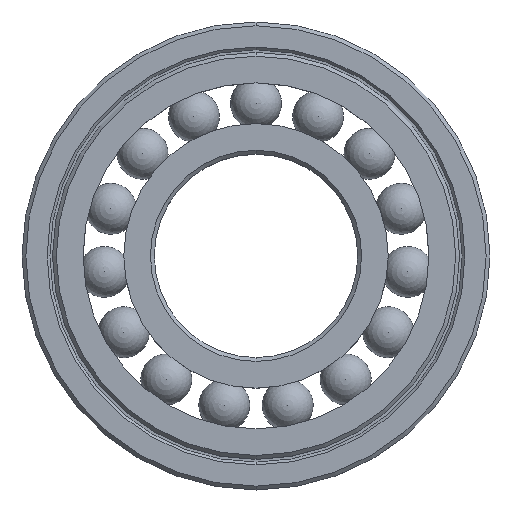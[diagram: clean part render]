
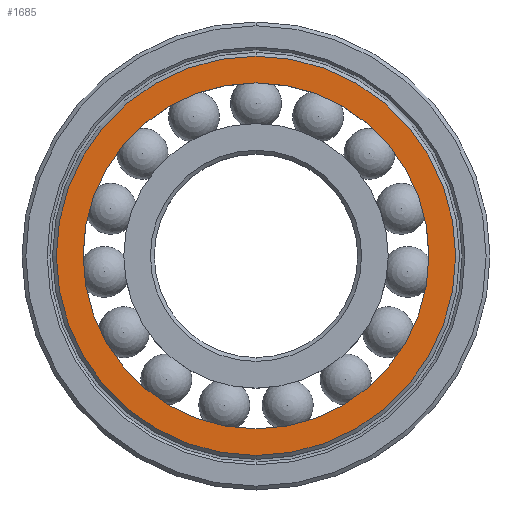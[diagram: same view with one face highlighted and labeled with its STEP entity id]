
A CAD part, top view. The second image highlights one B-rep face of the part: STEP entity #1685.
In plain terms, the highlighted planar face has unit normal (0, 0, 1).
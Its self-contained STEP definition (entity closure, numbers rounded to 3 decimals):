
#10 = DIRECTION ( 'NONE',  ( 0., -1., 0. ) ) ;
#73 = FACE_OUTER_BOUND ( 'NONE', #425, .T. ) ;
#127 = ORIENTED_EDGE ( 'NONE', *, *, #1359, .T. ) ;
#129 = DIRECTION ( 'NONE',  ( 0., 1., 0. ) ) ;
#149 = DIRECTION ( 'NONE',  ( 0., -1., 0. ) ) ;
#186 = AXIS2_PLACEMENT_3D ( 'NONE', #250, #1743, #263 ) ;
#250 = CARTESIAN_POINT ( 'NONE',  ( 0., 0., 1. ) ) ;
#261 = CARTESIAN_POINT ( 'NONE',  ( 0., -3.925, 1. ) ) ;
#263 = DIRECTION ( 'NONE',  ( 0., 1., 0. ) ) ;
#271 = AXIS2_PLACEMENT_3D ( 'NONE', #959, #817, #149 ) ;
#280 = CIRCLE ( 'NONE', #271, 3.4 ) ;
#300 = DIRECTION ( 'NONE',  ( 0., 0., 1. ) ) ;
#425 = EDGE_LOOP ( 'NONE', ( #462, #127 ) ) ;
#462 = ORIENTED_EDGE ( 'NONE', *, *, #1733, .T. ) ;
#523 = DIRECTION ( 'NONE',  ( 0., 0., -1. ) ) ;
#545 = DIRECTION ( 'NONE',  ( 0., 0., 1. ) ) ;
#556 = CARTESIAN_POINT ( 'NONE',  ( 0., 0., 1. ) ) ;
#562 = DIRECTION ( 'NONE',  ( 0., 1., 0. ) ) ;
#602 = AXIS2_PLACEMENT_3D ( 'NONE', #1219, #523, #129 ) ;
#643 = CARTESIAN_POINT ( 'NONE',  ( 0., 3.925, 1. ) ) ;
#750 = ORIENTED_EDGE ( 'NONE', *, *, #1486, .F. ) ;
#774 = VERTEX_POINT ( 'NONE', #1160 ) ;
#817 = DIRECTION ( 'NONE',  ( 0., 0., 1. ) ) ;
#842 = CARTESIAN_POINT ( 'NONE',  ( 0., 0., 1. ) ) ;
#899 = FACE_BOUND ( 'NONE', #1435, .T. ) ;
#959 = CARTESIAN_POINT ( 'NONE',  ( 0., 0., 1. ) ) ;
#964 = AXIS2_PLACEMENT_3D ( 'NONE', #556, #545, #10 ) ;
#1011 = VERTEX_POINT ( 'NONE', #1522 ) ;
#1160 = CARTESIAN_POINT ( 'NONE',  ( 0., 3.4, 1. ) ) ;
#1164 = ORIENTED_EDGE ( 'NONE', *, *, #1502, .F. ) ;
#1219 = CARTESIAN_POINT ( 'NONE',  ( 0., 4., 1. ) ) ;
#1320 = VERTEX_POINT ( 'NONE', #643 ) ;
#1327 = CIRCLE ( 'NONE', #186, 3.925 ) ;
#1348 = PLANE ( 'NONE',  #602 ) ;
#1350 = CIRCLE ( 'NONE', #964, 3.4 ) ;
#1359 = EDGE_CURVE ( 'NONE', #1602, #1320, #1327, .T. ) ;
#1372 = CIRCLE ( 'NONE', #1623, 3.925 ) ;
#1435 = EDGE_LOOP ( 'NONE', ( #1164, #750 ) ) ;
#1486 = EDGE_CURVE ( 'NONE', #774, #1011, #1350, .T. ) ;
#1502 = EDGE_CURVE ( 'NONE', #1011, #774, #280, .T. ) ;
#1522 = CARTESIAN_POINT ( 'NONE',  ( 0., -3.4, 1. ) ) ;
#1602 = VERTEX_POINT ( 'NONE', #261 ) ;
#1623 = AXIS2_PLACEMENT_3D ( 'NONE', #842, #300, #562 ) ;
#1685 = ADVANCED_FACE ( 'NONE', ( #73, #899 ), #1348, .F. ) ;
#1733 = EDGE_CURVE ( 'NONE', #1320, #1602, #1372, .T. ) ;
#1743 = DIRECTION ( 'NONE',  ( 0., 0., 1. ) ) ;
